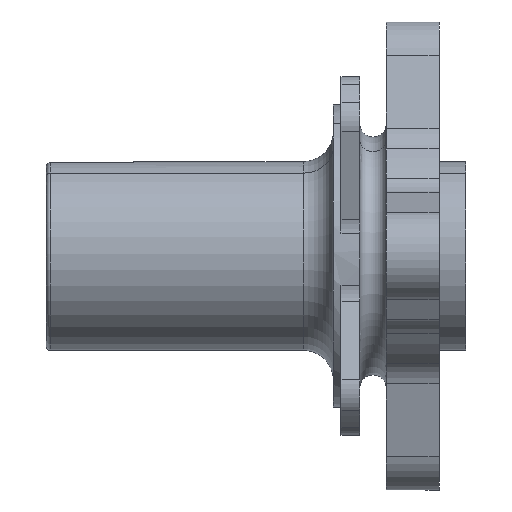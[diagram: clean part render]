
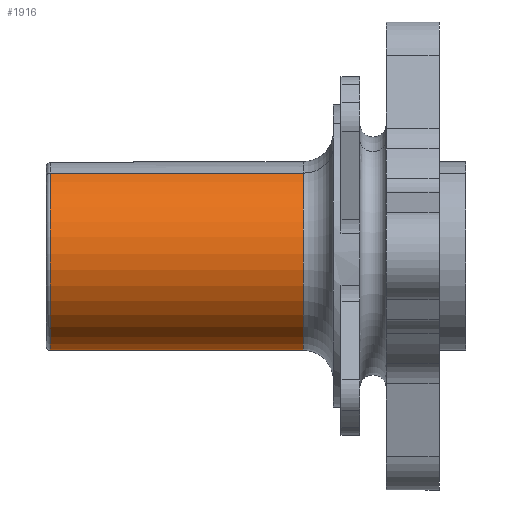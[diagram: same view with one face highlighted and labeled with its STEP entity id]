
A CAD part, left-side view. The second image highlights one B-rep face of the part: STEP entity #1916.
In plain terms, the highlighted cylindrical face has radius 25 mm (diameter 50 mm), a partial arc.
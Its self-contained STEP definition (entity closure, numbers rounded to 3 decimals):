
#1440=CARTESIAN_POINT('Vertex',(-11.986,73.,21.94)) ;
#1456=CARTESIAN_POINT('Vertex',(11.986,73.,-21.94)) ;
#1459=CARTESIAN_POINT('Axis2P3D Location',(0.,73.,0.)) ;
#1886=CARTESIAN_POINT('Axis2P3D Location',(0.,18.5,0.)) ;
#1891=CARTESIAN_POINT('Line Origine',(-11.986,36.,21.94)) ;
#1895=CARTESIAN_POINT('Vertex',(-11.986,6.,21.94)) ;
#1898=CARTESIAN_POINT('Line Origine',(11.986,36.,-21.94)) ;
#1902=CARTESIAN_POINT('Vertex',(11.986,6.,-21.94)) ;
#1905=CARTESIAN_POINT('Axis2P3D Location',(0.,6.,0.)) ;
#1460=DIRECTION('Axis2P3D Direction',(0.,-1.,0.)) ;
#1887=DIRECTION('Axis2P3D Direction',(0.,-1.,0.)) ;
#1888=DIRECTION('Axis2P3D XDirection',(-0.479,0.,0.878)) ;
#1892=DIRECTION('Vector Direction',(0.,-1.,0.)) ;
#1899=DIRECTION('Vector Direction',(0.,-1.,0.)) ;
#1906=DIRECTION('Axis2P3D Direction',(0.,-1.,0.)) ;
#1461=AXIS2_PLACEMENT_3D('Circle Axis2P3D',#1459,#1460,$) ;
#1889=AXIS2_PLACEMENT_3D('Cylinder Axis2P3D',#1886,#1887,#1888) ;
#1907=AXIS2_PLACEMENT_3D('Circle Axis2P3D',#1905,#1906,$) ;
#1911=ORIENTED_EDGE('',*,*,#1897,.F.) ;
#1912=ORIENTED_EDGE('',*,*,#1463,.T.) ;
#1913=ORIENTED_EDGE('',*,*,#1904,.T.) ;
#1914=ORIENTED_EDGE('',*,*,#1909,.T.) ;
#1893=VECTOR('Line Direction',#1892,1.) ;
#1900=VECTOR('Line Direction',#1899,1.) ;
#1916=ADVANCED_FACE('Corps principal',(#1915),#1890,.T.) ;
#1462=CIRCLE('generated circle',#1461,25.) ;
#1908=CIRCLE('generated circle',#1907,25.) ;
#1890=CYLINDRICAL_SURFACE('generated cylinder',#1889,25.) ;
#1463=EDGE_CURVE('',#1441,#1457,#1462,.T.) ;
#1897=EDGE_CURVE('',#1441,#1896,#1894,.T.) ;
#1904=EDGE_CURVE('',#1457,#1903,#1901,.T.) ;
#1909=EDGE_CURVE('',#1903,#1896,#1908,.F.) ;
#1910=EDGE_LOOP('',(#1911,#1912,#1913,#1914)) ;
#1915=FACE_OUTER_BOUND('',#1910,.T.) ;
#1894=LINE('Line',#1891,#1893) ;
#1901=LINE('Line',#1898,#1900) ;
#1441=VERTEX_POINT('',#1440) ;
#1457=VERTEX_POINT('',#1456) ;
#1896=VERTEX_POINT('',#1895) ;
#1903=VERTEX_POINT('',#1902) ;
